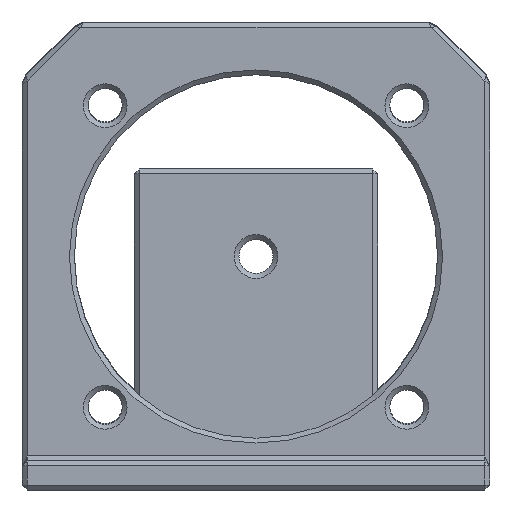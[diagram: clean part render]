
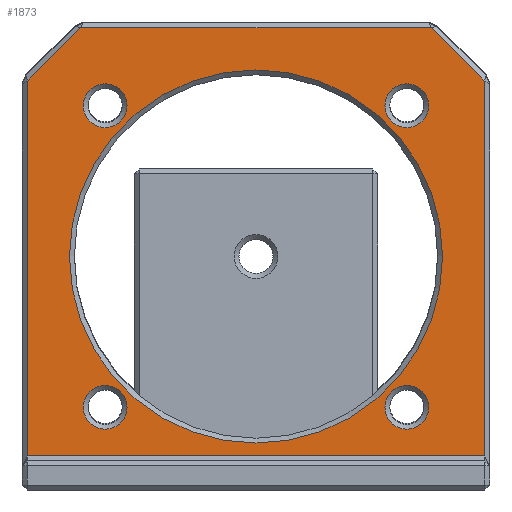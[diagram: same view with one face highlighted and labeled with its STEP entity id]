
A CAD part, front view. The second image highlights one B-rep face of the part: STEP entity #1873.
In plain terms, the highlighted planar face has unit normal (0, -1, 0).
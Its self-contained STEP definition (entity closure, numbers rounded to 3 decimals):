
#44=FACE_BOUND('',#365,.T.);
#45=FACE_BOUND('',#366,.T.);
#46=FACE_BOUND('',#367,.T.);
#47=FACE_BOUND('',#368,.T.);
#48=FACE_BOUND('',#369,.T.);
#91=PLANE('',#2055);
#225=FACE_OUTER_BOUND('',#364,.T.);
#364=EDGE_LOOP('',(#1536,#1537,#1538,#1539,#1540,#1541));
#365=EDGE_LOOP('',(#1542));
#366=EDGE_LOOP('',(#1543));
#367=EDGE_LOOP('',(#1544));
#368=EDGE_LOOP('',(#1545));
#369=EDGE_LOOP('',(#1546));
#539=LINE('',#2954,#757);
#540=LINE('',#2956,#758);
#541=LINE('',#2958,#759);
#542=LINE('',#2960,#760);
#543=LINE('',#2962,#761);
#544=LINE('',#2963,#762);
#757=VECTOR('',#2414,10.);
#758=VECTOR('',#2415,10.);
#759=VECTOR('',#2416,10.);
#760=VECTOR('',#2417,10.);
#761=VECTOR('',#2418,10.);
#762=VECTOR('',#2419,10.);
#902=CIRCLE('',#2054,2.25);
#903=CIRCLE('',#2056,19.175);
#904=CIRCLE('',#2057,2.25);
#905=CIRCLE('',#2058,2.25);
#906=CIRCLE('',#2059,2.25);
#984=VERTEX_POINT('',#2948);
#985=VERTEX_POINT('',#2952);
#986=VERTEX_POINT('',#2953);
#987=VERTEX_POINT('',#2955);
#988=VERTEX_POINT('',#2957);
#989=VERTEX_POINT('',#2959);
#990=VERTEX_POINT('',#2961);
#991=VERTEX_POINT('',#2964);
#992=VERTEX_POINT('',#2966);
#993=VERTEX_POINT('',#2968);
#994=VERTEX_POINT('',#2970);
#1170=EDGE_CURVE('',#984,#984,#902,.T.);
#1171=EDGE_CURVE('',#985,#986,#539,.T.);
#1172=EDGE_CURVE('',#987,#985,#540,.T.);
#1173=EDGE_CURVE('',#988,#987,#541,.T.);
#1174=EDGE_CURVE('',#989,#988,#542,.T.);
#1175=EDGE_CURVE('',#990,#989,#543,.T.);
#1176=EDGE_CURVE('',#986,#990,#544,.T.);
#1177=EDGE_CURVE('',#991,#991,#903,.T.);
#1178=EDGE_CURVE('',#992,#992,#904,.T.);
#1179=EDGE_CURVE('',#993,#993,#905,.T.);
#1180=EDGE_CURVE('',#994,#994,#906,.T.);
#1536=ORIENTED_EDGE('',*,*,#1171,.F.);
#1537=ORIENTED_EDGE('',*,*,#1172,.F.);
#1538=ORIENTED_EDGE('',*,*,#1173,.F.);
#1539=ORIENTED_EDGE('',*,*,#1174,.F.);
#1540=ORIENTED_EDGE('',*,*,#1175,.F.);
#1541=ORIENTED_EDGE('',*,*,#1176,.F.);
#1542=ORIENTED_EDGE('',*,*,#1177,.F.);
#1543=ORIENTED_EDGE('',*,*,#1178,.F.);
#1544=ORIENTED_EDGE('',*,*,#1179,.F.);
#1545=ORIENTED_EDGE('',*,*,#1180,.F.);
#1546=ORIENTED_EDGE('',*,*,#1170,.F.);
#1873=ADVANCED_FACE('',(#225,#44,#45,#46,#47,#48),#91,.F.);
#2054=AXIS2_PLACEMENT_3D('',#2950,#2410,#2411);
#2055=AXIS2_PLACEMENT_3D('',#2951,#2412,#2413);
#2056=AXIS2_PLACEMENT_3D('',#2965,#2420,#2421);
#2057=AXIS2_PLACEMENT_3D('',#2967,#2422,#2423);
#2058=AXIS2_PLACEMENT_3D('',#2969,#2424,#2425);
#2059=AXIS2_PLACEMENT_3D('',#2971,#2426,#2427);
#2410=DIRECTION('center_axis',(0.,-1.,0.));
#2411=DIRECTION('ref_axis',(-1.,0.,0.));
#2412=DIRECTION('center_axis',(0.,1.,0.));
#2413=DIRECTION('ref_axis',(-1.,0.,0.));
#2414=DIRECTION('',(0.,0.,1.));
#2415=DIRECTION('',(-1.,0.,0.));
#2416=DIRECTION('',(0.,0.,-1.));
#2417=DIRECTION('',(0.707,0.,-0.707));
#2418=DIRECTION('',(1.,0.,0.));
#2419=DIRECTION('',(0.707,0.,0.707));
#2420=DIRECTION('center_axis',(0.,-1.,0.));
#2421=DIRECTION('ref_axis',(-1.,0.,0.));
#2422=DIRECTION('center_axis',(0.,-1.,0.));
#2423=DIRECTION('ref_axis',(-1.,0.,0.));
#2424=DIRECTION('center_axis',(0.,-1.,0.));
#2425=DIRECTION('ref_axis',(-1.,0.,0.));
#2426=DIRECTION('center_axis',(0.,-1.,0.));
#2427=DIRECTION('ref_axis',(-1.,0.,0.));
#2948=CARTESIAN_POINT('',(17.75,-48.5,108.5));
#2950=CARTESIAN_POINT('Origin',(15.5,-48.5,108.5));
#2951=CARTESIAN_POINT('Origin',(0.,-48.5,124.));
#2952=CARTESIAN_POINT('',(-23.5,-48.5,103.5));
#2953=CARTESIAN_POINT('',(-23.5,-48.5,142.036));
#2954=CARTESIAN_POINT('',(-23.5,-48.5,112.));
#2955=CARTESIAN_POINT('',(23.5,-48.5,103.5));
#2956=CARTESIAN_POINT('',(12.,-48.5,103.5));
#2957=CARTESIAN_POINT('',(23.5,-48.5,142.036));
#2958=CARTESIAN_POINT('',(23.5,-48.5,133.121));
#2959=CARTESIAN_POINT('',(18.035,-48.5,147.5));
#2960=CARTESIAN_POINT('',(19.328,-48.5,146.207));
#2961=CARTESIAN_POINT('',(-18.036,-48.5,147.5));
#2962=CARTESIAN_POINT('',(-9.122,-48.5,147.5));
#2963=CARTESIAN_POINT('',(-22.208,-48.5,143.329));
#2964=CARTESIAN_POINT('',(19.175,-48.5,124.));
#2965=CARTESIAN_POINT('Origin',(0.,-48.5,124.));
#2966=CARTESIAN_POINT('',(17.75,-48.5,139.5));
#2967=CARTESIAN_POINT('Origin',(15.5,-48.5,139.5));
#2968=CARTESIAN_POINT('',(-13.25,-48.5,139.5));
#2969=CARTESIAN_POINT('Origin',(-15.5,-48.5,139.5));
#2970=CARTESIAN_POINT('',(-13.25,-48.5,108.5));
#2971=CARTESIAN_POINT('Origin',(-15.5,-48.5,108.5));
